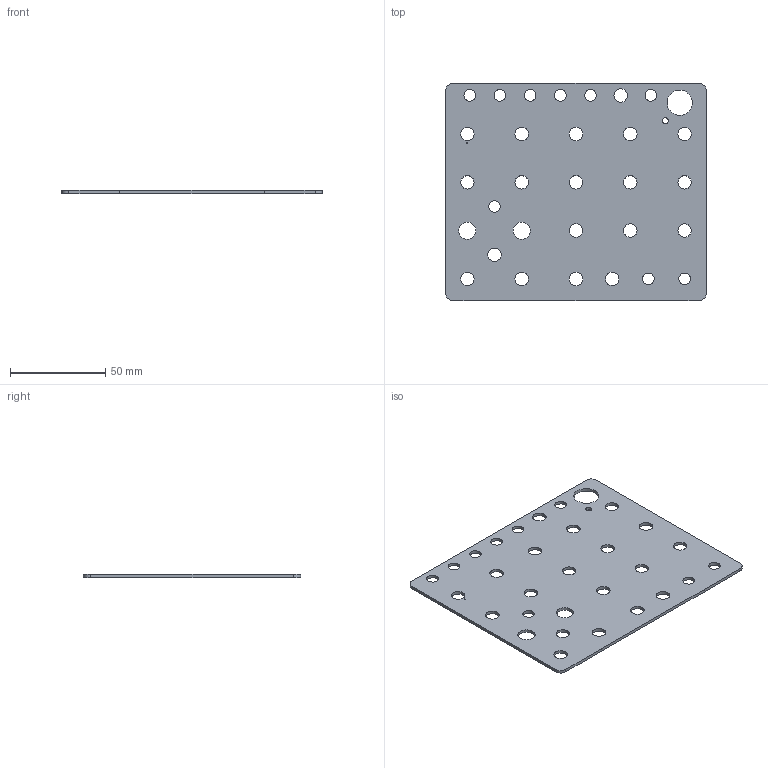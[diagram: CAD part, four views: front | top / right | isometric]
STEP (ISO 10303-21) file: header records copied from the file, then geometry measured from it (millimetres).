
FILE_DESCRIPTION(('KiCad electronic assembly'),'2;1');
FILE_NAME('micro_pico_faceplate-3D.step','2022-08-18T18:33:37',('Pcbnew' ),('Kicad'),'Open CASCADE STEP processor 7.5', 'KiCad to STEP converter','Unknown');
FILE_SCHEMA(('AUTOMOTIVE_DESIGN { 1 0 10303 214 1 1 1 1 }'));
Length unit declared in the file: millimetre
Products named in the file (2): micro_pico_faceplate-3D 1; micro_pico_faceplate PCB
Assembly tree (1 placements, depth 2):
  micro_pico_faceplate-3D 1
    micro_pico_faceplate PCB
Bounding box: 137.16 x 114.3 x 1.6 mm (x, y, z)
Volume: 23000.4 mm3; surface area: 30674.7 mm2
Topology: 1 solids, 1 shells, 45 faces, 129 edges, 86 vertices
Faces by surface type: cylinder 37, plane 8
Full cylindrical faces by diameter (mm): 0.5 x1, 3.2 x1, 6.1 x9, 7.1 x19, 9 x2, 13.3 x1
Entity records: 3373 total; most frequent: DIRECTION 555, CARTESIAN_POINT 520, ORIENTED_EDGE 258, PCURVE 258, DEFINITIONAL_REPRESENTATION 258, LINE 239, VECTOR 239, CIRCLE 148
